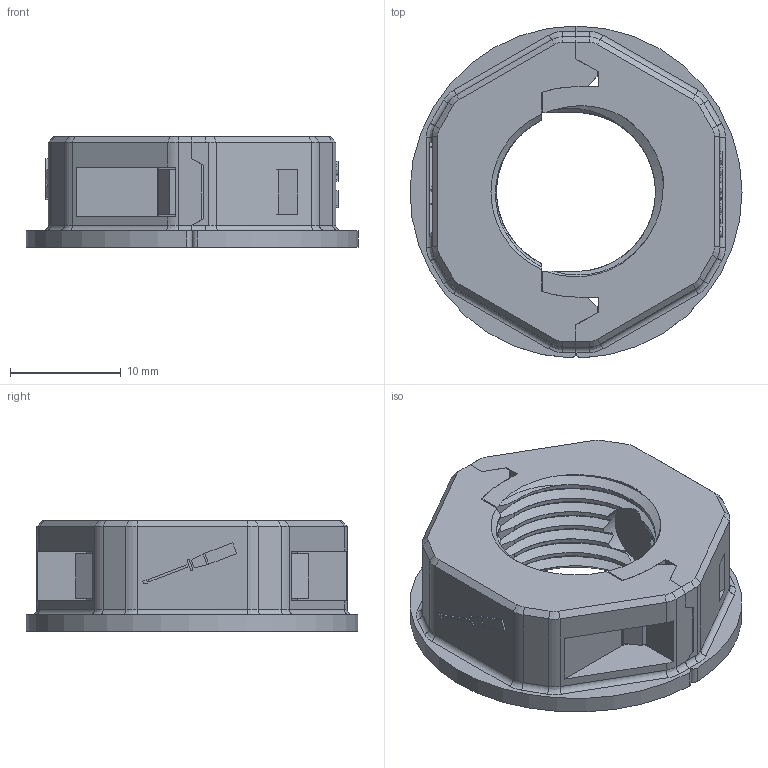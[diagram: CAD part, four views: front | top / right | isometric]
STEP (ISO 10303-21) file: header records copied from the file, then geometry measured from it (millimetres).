
FILE_DESCRIPTION (( 'STEP AP203' ), '1' );
FILE_NAME ('836101.step', '2023-06-13T19:07:14', ( '' ), ( '' ), 'SwSTEP 2.0', 'SolidWorks 2021', '' );
FILE_SCHEMA (( 'CONFIG_CONTROL_DESIGN' ));
Length unit declared in the file: inch
Products named in the file (1): 836101
Bounding box: 30 x 29.99 x 10 mm (x, y, z)
Volume: 3857.1 mm3; surface area: 3357.9 mm2
Topology: 2 solids, 2 shells, 462 faces, 1283 edges, 835 vertices
Faces by surface type: plane 233, bspline 126, cylinder 85, cone 18
Entity records: 21511 total; most frequent: CARTESIAN_POINT 10739, ORIENTED_EDGE 2566, DIRECTION 1650, EDGE_CURVE 1283, VERTEX_POINT 835, LINE 746, VECTOR 746, EDGE_LOOP 480
